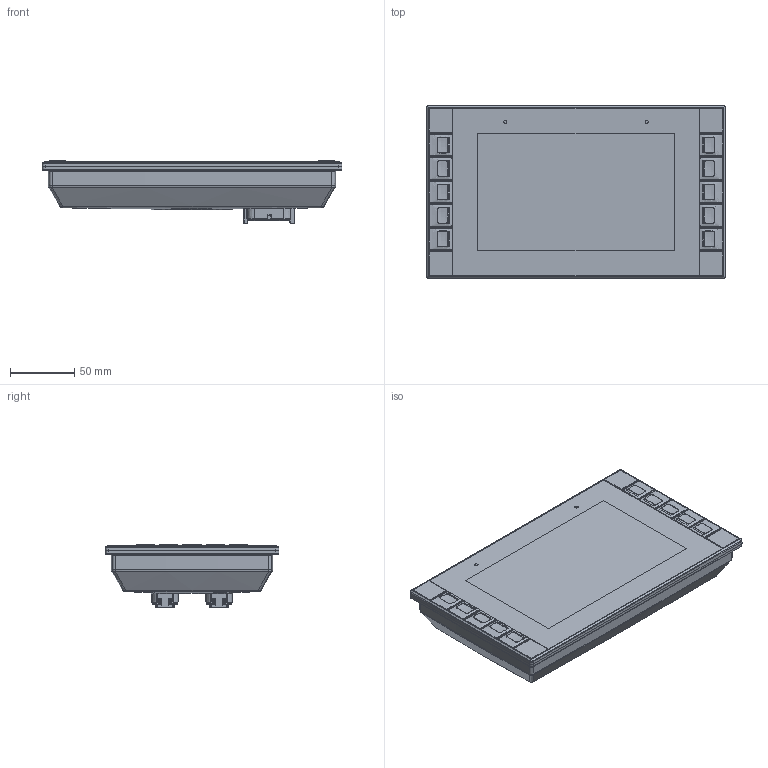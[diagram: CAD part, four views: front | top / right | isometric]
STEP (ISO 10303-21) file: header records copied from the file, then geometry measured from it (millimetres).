
FILE_DESCRIPTION(/* description */ ('Unknown'),/* implementation_level */ '2;1');
FILE_NAME(/* name */ 'V710_2024-02-23_Preliminary',/* time_stamp */ '2024-02-26T13:32:30+01:00',/* author */ ('Unknown'),/* organization */ ('Unknown'),/* preprocessor_version */ 'ST-DEVELOPER v18.102',/* originating_system */ 'Solid Edge',/* authorisation */ 'Unknown');
FILE_SCHEMA (('AUTOMOTIVE_DESIGN {1 0 10303 214 3 1 1}'));
Products named in the file (11): V710_2024-02-23_Preliminary; Chassie; SL-B-M5_Sonic-Lock; Connector Seal Outer; Buttons; Retaining Sleeve 1; Membran; TFT; Retaining Sleeve 2; Deutsch DTM 12-pin header
Assembly tree (15 placements, depth 3):
  V710_2024-02-23_Preliminary
    Chassie
      Chassie
      SL-B-M5_Sonic-Lock  x3
    Connector Seal Outer  x2
    Buttons  x2
    Retaining Sleeve 1
    Membran
    TFT
    Retaining Sleeve 2
    Deutsch DTM 12-pin header  x2
Bounding box: 233 x 135 x 48.97 mm (x, y, z)
Volume: 889833.7 mm3; surface area: 171890.5 mm2
Topology: 14 solids, 14 shells, 2452 faces, 6218 edges, 3866 vertices
Faces by surface type: plane 1081, cylinder 695, torus 382, cone 146, bspline 102, sphere 46
Full cylindrical faces by diameter (mm): 0.989 x2, 1.006 x46, 4 x10, 4.134 x3, 5.4 x6, 6 x3, 6.4 x3, 7.1 x3, 12.5 x1
Entity records: 63182 total; most frequent: CARTESIAN_POINT 16642, ORIENTED_EDGE 8766, DIRECTION 8649, EDGE_CURVE 4383, AXIS2_PLACEMENT_3D 3010, VERTEX_POINT 2797, LINE 2629, VECTOR 2629
